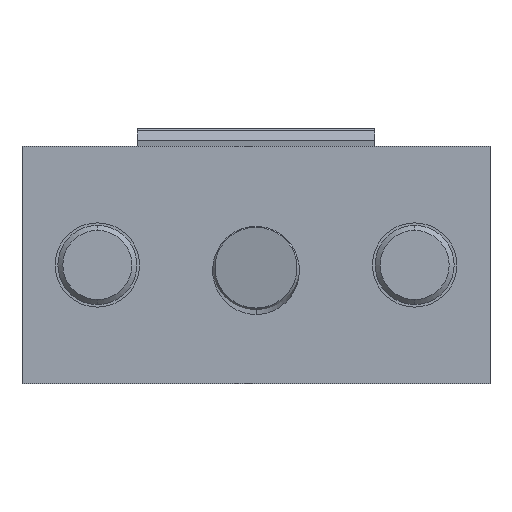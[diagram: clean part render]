
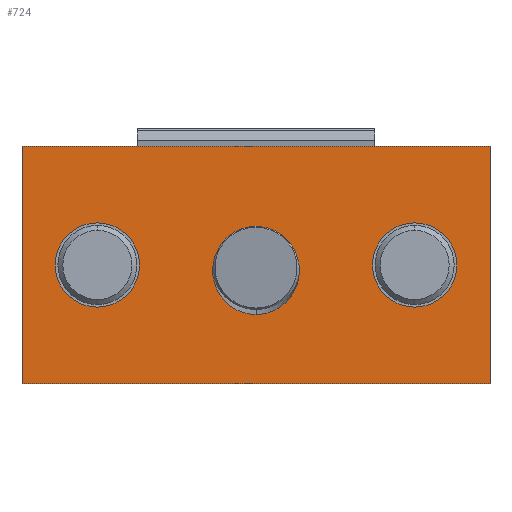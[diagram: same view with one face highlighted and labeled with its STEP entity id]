
A CAD part, front view. The second image highlights one B-rep face of the part: STEP entity #724.
In plain terms, the highlighted planar face has unit normal (0, -1, 0).
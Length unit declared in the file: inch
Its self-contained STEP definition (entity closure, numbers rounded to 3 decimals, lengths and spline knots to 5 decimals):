
#375 =( BOUNDED_CURVE ( )  B_SPLINE_CURVE ( 3, ( #1797, #1798, #1799, #1800 ),
 .UNSPECIFIED., .F., .F. ) 
 B_SPLINE_CURVE_WITH_KNOTS ( ( 4, 4 ),
 ( 0., 3.14159 ),
 .UNSPECIFIED. ) 
 CURVE ( )  GEOMETRIC_REPRESENTATION_ITEM ( )  RATIONAL_B_SPLINE_CURVE ( ( 1., 0.333, 0.333, 1. ) ) 
 REPRESENTATION_ITEM ( '' )  );
#381 =( BOUNDED_CURVE ( )  B_SPLINE_CURVE ( 3, ( #2531, #2532, #2533, #2534 ),
 .UNSPECIFIED., .F., .F. ) 
 B_SPLINE_CURVE_WITH_KNOTS ( ( 4, 4 ),
 ( 3.14159, 6.28319 ),
 .UNSPECIFIED. ) 
 CURVE ( )  GEOMETRIC_REPRESENTATION_ITEM ( )  RATIONAL_B_SPLINE_CURVE ( ( 1., 0.333, 0.333, 1. ) ) 
 REPRESENTATION_ITEM ( '' )  );
#710 = EDGE_CURVE ( 'NONE', #917, #823, #1790, .T. ) ;
#712 = EDGE_CURVE ( 'NONE', #1168, #1160, #375, .T. ) ;
#717 = EDGE_CURVE ( 'NONE', #834, #823, #1814, .T. ) ;
#719 = EDGE_CURVE ( 'NONE', #914, #912, #1567, .T. ) ;
#724 = ADVANCED_FACE ( 'NONE', ( #1906, #1909, #1912, #1914 ), #1838, .F. ) ;
#739 = EDGE_CURVE ( 'NONE', #831, #917, #1993, .T. ) ;
#740 = EDGE_CURVE ( 'NONE', #1163, #1166, #1571, .T. ) ;
#744 = EDGE_CURVE ( 'NONE', #831, #834, #2009, .T. ) ;
#823 = VERTEX_POINT ( 'NONE', #2411 ) ;
#831 = VERTEX_POINT ( 'NONE', #2413 ) ;
#834 = VERTEX_POINT ( 'NONE', #2415 ) ;
#882 = EDGE_CURVE ( 'NONE', #1160, #1168, #381, .T. ) ;
#890 = EDGE_CURVE ( 'NONE', #1166, #1163, #1597, .T. ) ;
#898 = EDGE_CURVE ( 'NONE', #912, #914, #1600, .T. ) ;
#912 = VERTEX_POINT ( 'NONE', #2589 ) ;
#914 = VERTEX_POINT ( 'NONE', #2744 ) ;
#917 = VERTEX_POINT ( 'NONE', #2747 ) ;
#954 = EDGE_LOOP ( 'NONE', ( #1071, #1070 ) ) ;
#958 = EDGE_LOOP ( 'NONE', ( #1062, #1064 ) ) ;
#962 = EDGE_LOOP ( 'NONE', ( #1065, #1067, #1066, #1068 ) ) ;
#963 = EDGE_LOOP ( 'NONE', ( #1061, #1063 ) ) ;
#1061 = ORIENTED_EDGE ( 'NONE', *, *, #712, .T. ) ;
#1062 = ORIENTED_EDGE ( 'NONE', *, *, #898, .F. ) ;
#1063 = ORIENTED_EDGE ( 'NONE', *, *, #882, .T. ) ;
#1064 = ORIENTED_EDGE ( 'NONE', *, *, #719, .F. ) ;
#1065 = ORIENTED_EDGE ( 'NONE', *, *, #717, .T. ) ;
#1066 = ORIENTED_EDGE ( 'NONE', *, *, #739, .F. ) ;
#1067 = ORIENTED_EDGE ( 'NONE', *, *, #710, .F. ) ;
#1068 = ORIENTED_EDGE ( 'NONE', *, *, #744, .T. ) ;
#1070 = ORIENTED_EDGE ( 'NONE', *, *, #740, .F. ) ;
#1071 = ORIENTED_EDGE ( 'NONE', *, *, #890, .F. ) ;
#1160 = VERTEX_POINT ( 'NONE', #2815 ) ;
#1163 = VERTEX_POINT ( 'NONE', #2818 ) ;
#1166 = VERTEX_POINT ( 'NONE', #2821 ) ;
#1168 = VERTEX_POINT ( 'NONE', #2823 ) ;
#1567 = CIRCLE ( 'NONE', #1892, 0.2655 ) ;
#1571 = CIRCLE ( 'NONE', #1944, 0.2655 ) ;
#1597 = CIRCLE ( 'NONE', #2713, 0.2655 ) ;
#1600 = CIRCLE ( 'NONE', #2719, 0.2655 ) ;
#1790 = LINE ( 'NONE', #1791, #1883 ) ;
#1791 = CARTESIAN_POINT ( 'NONE',  ( 1.475, 0., -1.5 ) ) ;
#1792 = DIRECTION ( 'NONE',  ( -1., 0., 0. ) ) ;
#1797 = CARTESIAN_POINT ( 'NONE',  ( 0., 0., -0.5066 ) ) ;
#1798 = CARTESIAN_POINT ( 'NONE',  ( 0.547, 0., -0.5066 ) ) ;
#1799 = CARTESIAN_POINT ( 'NONE',  ( 0.547, 0., -1.06204 ) ) ;
#1800 = CARTESIAN_POINT ( 'NONE',  ( 0., 0., -1.06204 ) ) ;
#1814 = LINE ( 'NONE', #1815, #1898 ) ;
#1815 = CARTESIAN_POINT ( 'NONE',  ( -1.475, 0., 0. ) ) ;
#1816 = DIRECTION ( 'NONE',  ( 0., 0., -1. ) ) ;
#1820 = CARTESIAN_POINT ( 'NONE',  ( -1., 0., -0.75 ) ) ;
#1821 = DIRECTION ( 'NONE',  ( 0., -1., 0. ) ) ;
#1822 = DIRECTION ( 'NONE',  ( 0., 0., 1. ) ) ;
#1838 = PLANE ( 'NONE',  #1908 ) ;
#1839 = CARTESIAN_POINT ( 'NONE',  ( 1.475, 0., 0. ) ) ;
#1840 = DIRECTION ( 'NONE',  ( 0., 1., 0. ) ) ;
#1841 = DIRECTION ( 'NONE',  ( 0., 0., 1. ) ) ;
#1883 = VECTOR ( 'NONE', #1792, 39.37008 ) ;
#1892 = AXIS2_PLACEMENT_3D ( 'NONE', #1820, #1821, #1822 ) ;
#1898 = VECTOR ( 'NONE', #1816, 39.37008 ) ;
#1906 = FACE_BOUND ( 'NONE', #963, .T. ) ;
#1908 = AXIS2_PLACEMENT_3D ( 'NONE', #1839, #1840, #1841 ) ;
#1909 = FACE_BOUND ( 'NONE', #958, .T. ) ;
#1912 = FACE_OUTER_BOUND ( 'NONE', #962, .T. ) ;
#1914 = FACE_BOUND ( 'NONE', #954, .T. ) ;
#1944 = AXIS2_PLACEMENT_3D ( 'NONE', #1996, #1997, #1998 ) ;
#1952 = VECTOR ( 'NONE', #1995, 39.37008 ) ;
#1993 = LINE ( 'NONE', #1994, #1952 ) ;
#1994 = CARTESIAN_POINT ( 'NONE',  ( 1.475, 0., 0. ) ) ;
#1995 = DIRECTION ( 'NONE',  ( 0., 0., -1. ) ) ;
#1996 = CARTESIAN_POINT ( 'NONE',  ( 1., 0., -0.75 ) ) ;
#1997 = DIRECTION ( 'NONE',  ( 0., -1., 0. ) ) ;
#1998 = DIRECTION ( 'NONE',  ( 0., 0., 1. ) ) ;
#2009 = LINE ( 'NONE', #2010, #2250 ) ;
#2010 = CARTESIAN_POINT ( 'NONE',  ( 1.475, 0., 0. ) ) ;
#2011 = DIRECTION ( 'NONE',  ( -1., 0., 0. ) ) ;
#2250 = VECTOR ( 'NONE', #2011, 39.37008 ) ;
#2411 = CARTESIAN_POINT ( 'NONE',  ( -1.475, 0., -1.5 ) ) ;
#2413 = CARTESIAN_POINT ( 'NONE',  ( 1.475, 0., 0. ) ) ;
#2415 = CARTESIAN_POINT ( 'NONE',  ( -1.475, 0., 0. ) ) ;
#2531 = CARTESIAN_POINT ( 'NONE',  ( 0., 0., -1.06204 ) ) ;
#2532 = CARTESIAN_POINT ( 'NONE',  ( -0.547, 0., -1.06204 ) ) ;
#2533 = CARTESIAN_POINT ( 'NONE',  ( -0.547, 0., -0.5066 ) ) ;
#2534 = CARTESIAN_POINT ( 'NONE',  ( 0., 0., -0.5066 ) ) ;
#2551 = CARTESIAN_POINT ( 'NONE',  ( 1., 0., -0.75 ) ) ;
#2558 = DIRECTION ( 'NONE',  ( 0., -1., 0. ) ) ;
#2559 = DIRECTION ( 'NONE',  ( 0., 0., 1. ) ) ;
#2576 = CARTESIAN_POINT ( 'NONE',  ( -1., 0., -0.75 ) ) ;
#2583 = DIRECTION ( 'NONE',  ( 0., -1., 0. ) ) ;
#2584 = DIRECTION ( 'NONE',  ( 0., 0., 1. ) ) ;
#2589 = CARTESIAN_POINT ( 'NONE',  ( -1., 0., -0.4845 ) ) ;
#2713 = AXIS2_PLACEMENT_3D ( 'NONE', #2551, #2558, #2559 ) ;
#2719 = AXIS2_PLACEMENT_3D ( 'NONE', #2576, #2583, #2584 ) ;
#2744 = CARTESIAN_POINT ( 'NONE',  ( -1., 0., -1.0155 ) ) ;
#2747 = CARTESIAN_POINT ( 'NONE',  ( 1.475, 0., -1.5 ) ) ;
#2815 = CARTESIAN_POINT ( 'NONE',  ( 0., 0., -1.06204 ) ) ;
#2818 = CARTESIAN_POINT ( 'NONE',  ( 1., 0., -1.0155 ) ) ;
#2821 = CARTESIAN_POINT ( 'NONE',  ( 1., 0., -0.4845 ) ) ;
#2823 = CARTESIAN_POINT ( 'NONE',  ( 0., 0., -0.5066 ) ) ;
